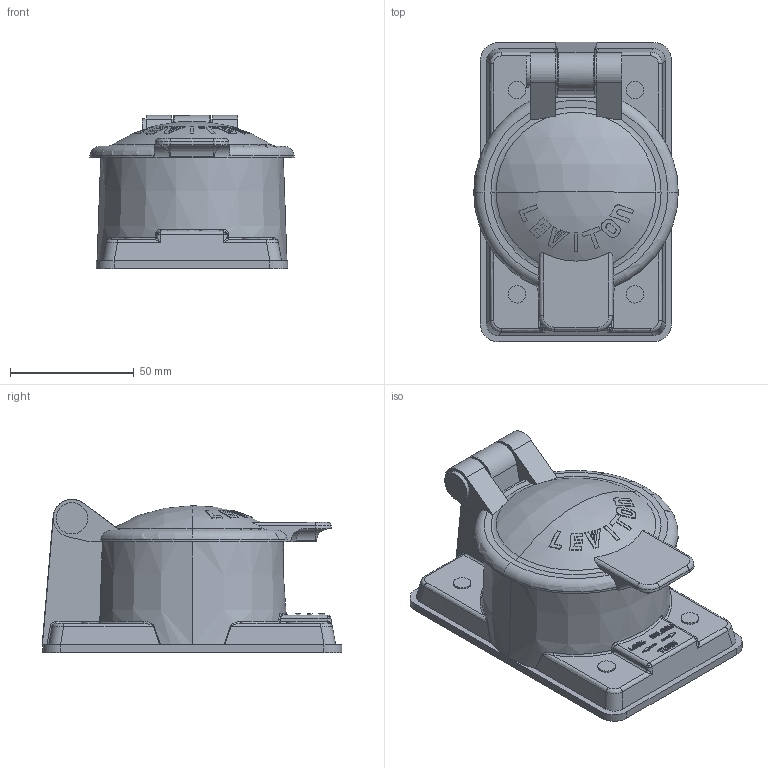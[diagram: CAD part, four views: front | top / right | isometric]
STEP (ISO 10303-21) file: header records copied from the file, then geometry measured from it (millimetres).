
FILE_DESCRIPTION (( 'STEP AP214' ), '1' );
FILE_NAME ('ORC6839-M01.STEP', '2025-09-05T19:58:39', ( '' ), ( '' ), 'SwSTEP 2.0', 'SolidWorks 2024', '' );
FILE_SCHEMA (( 'AUTOMOTIVE_DESIGN' ));
Length unit declared in the file: inch
Products named in the file (1): ORC6839-M01
Bounding box: 82.73 x 121.18 x 61.9 mm (x, y, z)
Volume: 108000 mm3; surface area: 62637 mm2
Topology: 1 solids, 1 shells, 799 faces, 2202 edges, 1439 vertices
Faces by surface type: plane 582, bspline 93, cylinder 74, torus 22, sphere 14, cone 14
Entity records: 37098 total; most frequent: CARTESIAN_POINT 17564, ORIENTED_EDGE 4396, DIRECTION 3553, EDGE_CURVE 2198, VECTOR 1565, LINE 1565, VERTEX_POINT 1439, AXIS2_PLACEMENT_3D 994
